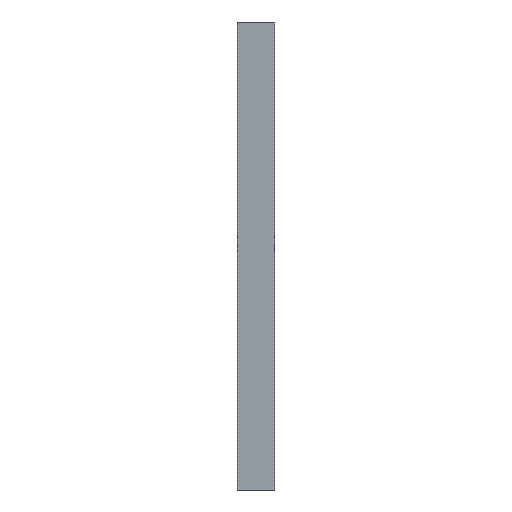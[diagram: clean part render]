
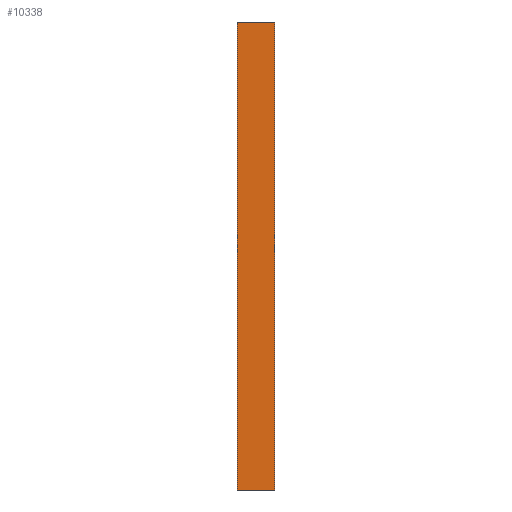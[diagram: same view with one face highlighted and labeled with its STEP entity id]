
A CAD part, left-side view. The second image highlights one B-rep face of the part: STEP entity #10338.
In plain terms, the highlighted planar face has unit normal (-1, 0, 0).
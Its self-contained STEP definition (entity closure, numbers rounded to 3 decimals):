
#5866 = FACE_OUTER_BOUND ( 'NONE', #11156, .T. ) ;
#5883 = PLANE ( 'NONE',  #5884 ) ;
#5884 = AXIS2_PLACEMENT_3D ( 'NONE', #5885, #5886, #5887 ) ;
#5885 = CARTESIAN_POINT ( 'NONE',  ( -60., 8., -50. ) ) ;
#5886 = DIRECTION ( 'NONE',  ( 1., 0., 0. ) ) ;
#5887 = DIRECTION ( 'NONE',  ( 0., 0., -1. ) ) ;
#6905 = LINE ( 'NONE', #6906, #6907 ) ;
#6906 = CARTESIAN_POINT ( 'NONE',  ( -60., 0., -50. ) ) ;
#6907 = VECTOR ( 'NONE', #6908, 1000. ) ;
#6908 = DIRECTION ( 'NONE',  ( 0., 0., 1. ) ) ;
#7087 = CARTESIAN_POINT ( 'NONE',  ( -60., 0., -50. ) ) ;
#7221 = CARTESIAN_POINT ( 'NONE',  ( -60., 0., 50. ) ) ;
#7760 = LINE ( 'NONE', #7761, #7762 ) ;
#7761 = CARTESIAN_POINT ( 'NONE',  ( -60., 8., 50. ) ) ;
#7762 = VECTOR ( 'NONE', #7763, 1000. ) ;
#7763 = DIRECTION ( 'NONE',  ( 0., -1., 0. ) ) ;
#8849 = LINE ( 'NONE', #8850, #8854 ) ;
#8850 = CARTESIAN_POINT ( 'NONE',  ( -60., 8., -50. ) ) ;
#8854 = VECTOR ( 'NONE', #8855, 1000. ) ;
#8855 = DIRECTION ( 'NONE',  ( 0., -1., 0. ) ) ;
#9219 = LINE ( 'NONE', #9220, #9221 ) ;
#9220 = CARTESIAN_POINT ( 'NONE',  ( -60., 8., -50. ) ) ;
#9221 = VECTOR ( 'NONE', #9222, 1000. ) ;
#9222 = DIRECTION ( 'NONE',  ( 0., 0., 1. ) ) ;
#9351 = CARTESIAN_POINT ( 'NONE',  ( -60., 8., -50. ) ) ;
#9487 = CARTESIAN_POINT ( 'NONE',  ( -60., 8., 50. ) ) ;
#10338 = ADVANCED_FACE ( 'NONE', ( #5866 ), #5883, .F. ) ;
#11135 = ORIENTED_EDGE ( 'NONE', *, *, #11482, .T. ) ;
#11156 = EDGE_LOOP ( 'NONE', ( #11135, #12456, #13113, #13236 ) ) ;
#11482 = EDGE_CURVE ( 'NONE', #11749, #11959, #6905, .T. ) ;
#11749 = VERTEX_POINT ( 'NONE', #7087 ) ;
#11959 = VERTEX_POINT ( 'NONE', #7221 ) ;
#12456 = ORIENTED_EDGE ( 'NONE', *, *, #12799, .F. ) ;
#12799 = EDGE_CURVE ( 'NONE', #13563, #11959, #7760, .T. ) ;
#13113 = ORIENTED_EDGE ( 'NONE', *, *, #13457, .F. ) ;
#13236 = ORIENTED_EDGE ( 'NONE', *, *, #13323, .T. ) ;
#13323 = EDGE_CURVE ( 'NONE', #13522, #11749, #8849, .T. ) ;
#13457 = EDGE_CURVE ( 'NONE', #13522, #13563, #9219, .T. ) ;
#13522 = VERTEX_POINT ( 'NONE', #9351 ) ;
#13563 = VERTEX_POINT ( 'NONE', #9487 ) ;
